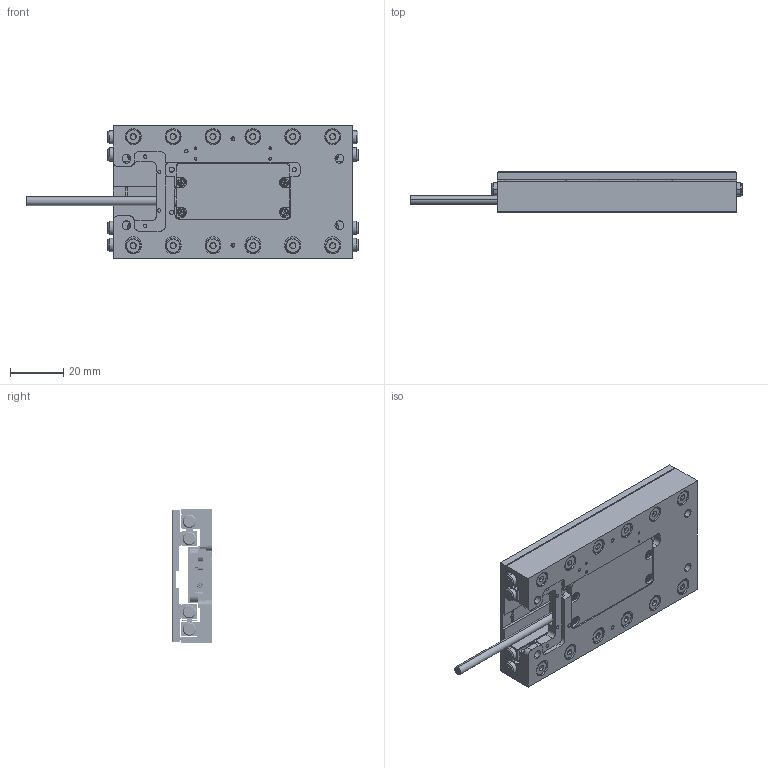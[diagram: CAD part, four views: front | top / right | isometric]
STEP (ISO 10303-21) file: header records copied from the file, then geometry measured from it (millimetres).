
FILE_DESCRIPTION (( 'STEP AP214' ), '1' );
FILE_NAME ('PPS-50-X20XX.STEP', '2025-01-21T21:12:02', ( '' ), ( '' ), 'SwSTEP 2.0', 'SolidWorks 2023', '' );
FILE_SCHEMA (( 'AUTOMOTIVE_DESIGN' ));
Length unit declared in the file: millimetre
Products named in the file (13): Cooner Black Cable_L60; SCREW, MS-PPH, M-JCIS_M2 x 0.4 x 5mm; SCREW, MS-PPH, M-JCIS_M2 x 0.4 x 4mm; Screw, SHCS-L, M-DIN_M3 x 0.5 x 08mm; 130325 Bearing, Slide Way, NB, SV2000_SV 2090; 431785 Cable Clamp, PPS-50LM; PPS-50LM, Base_Master Part_L90; 110375 Motor, Linear, Sierramotion 2051-1-000-XX Series, Coil_DEMO; SCREW, MS-PPH, M-JCIS_M2.5 x 0.45 x 6mm; PPS-50-X20XX; PPS-50LM, Carriage_Master Part_90, Piezo Motor Version ; SCREW, MS-PPH, M-JCIS_M1.2 x 0.25 x 3mm; Cage, Slide Way, NB, SV2000_SV 2090-16Z
Assembly tree (42 placements, depth 2):
  PPS-50-X20XX
    PPS-50LM, Base_Master Part_L90
    PPS-50LM, Carriage_Master Part_90, Piezo Motor Version 
    130325 Bearing, Slide Way, NB, SV2000_SV 2090  x4
    Cage, Slide Way, NB, SV2000_SV 2090-16Z  x2
    SCREW, MS-PPH, M-JCIS_M1.2 x 0.25 x 3mm
    110375 Motor, Linear, Sierramotion 2051-1-000-XX Series, Coil_DEMO
    SCREW, MS-PPH, M-JCIS_M2 x 0.4 x 4mm  x4
    Cooner Black Cable_L60
    SCREW, MS-PPH, M-JCIS_M2 x 0.4 x 5mm  x2
    431785 Cable Clamp, PPS-50LM
    SCREW, MS-PPH, M-JCIS_M2.5 x 0.45 x 6mm  x12
    Screw, SHCS-L, M-DIN_M3 x 0.5 x 08mm  x12
Bounding box: 124.8 x 15 x 50 mm (x, y, z)
Volume: 46950.3 mm3; surface area: 44649.9 mm2
Topology: 55 solids, 55 shells, 1931 faces, 4788 edges, 3039 vertices
Faces by surface type: plane 980, cylinder 618, torus 210, cone 99, bspline 24
Entity records: 74754 total; most frequent: CARTESIAN_POINT 50752, DIRECTION 5077, ORIENTED_EDGE 4750, EDGE_CURVE 2375, AXIS2_PLACEMENT_3D 1856, VERTEX_POINT 1549, VECTOR 1365, LINE 1365
